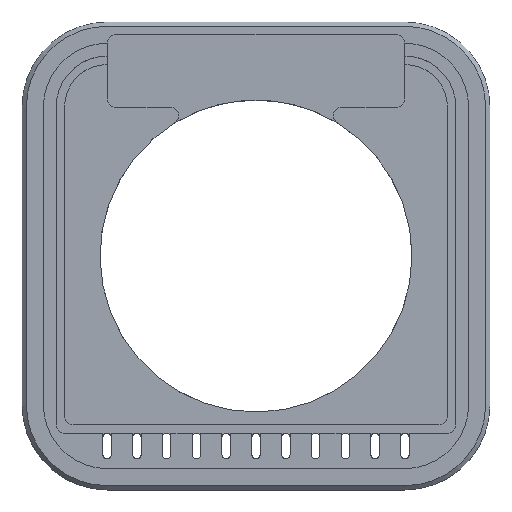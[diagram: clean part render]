
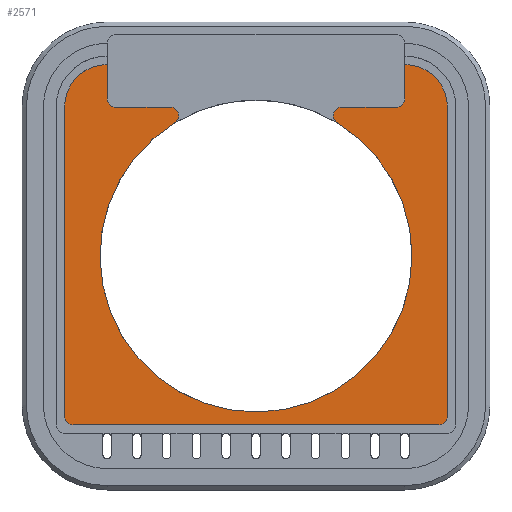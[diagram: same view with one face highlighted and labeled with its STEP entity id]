
A CAD part, top view. The second image highlights one B-rep face of the part: STEP entity #2571.
In plain terms, the highlighted planar face has unit normal (0, 0, 1).
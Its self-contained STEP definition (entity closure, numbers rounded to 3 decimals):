
#44=PLANE('',#2717);
#115=FACE_OUTER_BOUND('',#245,.T.);
#245=EDGE_LOOP('',(#1733,#1734,#1735,#1736,#1737,#1738,#1739,#1740,#1741,
#1742,#1743,#1744,#1745,#1746,#1747,#1748,#1749));
#395=LINE('',#3741,#677);
#398=LINE('',#3753,#680);
#399=LINE('',#3757,#681);
#400=LINE('',#3761,#682);
#401=LINE('',#3765,#683);
#402=LINE('',#3769,#684);
#403=LINE('',#3773,#685);
#677=VECTOR('',#2969,10.);
#680=VECTOR('',#2980,10.);
#681=VECTOR('',#2983,10.);
#682=VECTOR('',#2986,10.);
#683=VECTOR('',#2989,10.);
#684=VECTOR('',#2992,10.);
#685=VECTOR('',#2995,10.);
#957=CIRCLE('',#2714,2.);
#959=CIRCLE('',#2718,36.667);
#960=CIRCLE('',#2719,36.667);
#961=CIRCLE('',#2720,2.);
#962=CIRCLE('',#2721,2.);
#963=CIRCLE('',#2722,10.);
#964=CIRCLE('',#2723,2.);
#965=CIRCLE('',#2724,2.);
#966=CIRCLE('',#2725,10.);
#967=CIRCLE('',#2726,2.);
#1071=VERTEX_POINT('',#3731);
#1072=VERTEX_POINT('',#3732);
#1075=VERTEX_POINT('',#3740);
#1077=VERTEX_POINT('',#3746);
#1078=VERTEX_POINT('',#3748);
#1079=VERTEX_POINT('',#3750);
#1080=VERTEX_POINT('',#3752);
#1081=VERTEX_POINT('',#3754);
#1082=VERTEX_POINT('',#3756);
#1083=VERTEX_POINT('',#3758);
#1084=VERTEX_POINT('',#3760);
#1085=VERTEX_POINT('',#3762);
#1086=VERTEX_POINT('',#3764);
#1087=VERTEX_POINT('',#3766);
#1088=VERTEX_POINT('',#3768);
#1089=VERTEX_POINT('',#3770);
#1090=VERTEX_POINT('',#3772);
#1329=EDGE_CURVE('',#1071,#1072,#957,.T.);
#1333=EDGE_CURVE('',#1075,#1072,#395,.T.);
#1336=EDGE_CURVE('',#1077,#1071,#959,.T.);
#1337=EDGE_CURVE('',#1078,#1077,#960,.T.);
#1338=EDGE_CURVE('',#1079,#1078,#961,.T.);
#1339=EDGE_CURVE('',#1079,#1080,#398,.T.);
#1340=EDGE_CURVE('',#1080,#1081,#962,.T.);
#1341=EDGE_CURVE('',#1081,#1082,#399,.T.);
#1342=EDGE_CURVE('',#1083,#1082,#963,.T.);
#1343=EDGE_CURVE('',#1084,#1083,#400,.T.);
#1344=EDGE_CURVE('',#1085,#1084,#964,.T.);
#1345=EDGE_CURVE('',#1086,#1085,#401,.T.);
#1346=EDGE_CURVE('',#1087,#1086,#965,.T.);
#1347=EDGE_CURVE('',#1088,#1087,#402,.T.);
#1348=EDGE_CURVE('',#1089,#1088,#966,.T.);
#1349=EDGE_CURVE('',#1089,#1090,#403,.T.);
#1350=EDGE_CURVE('',#1090,#1075,#967,.T.);
#1733=ORIENTED_EDGE('',*,*,#1329,.F.);
#1734=ORIENTED_EDGE('',*,*,#1336,.F.);
#1735=ORIENTED_EDGE('',*,*,#1337,.F.);
#1736=ORIENTED_EDGE('',*,*,#1338,.F.);
#1737=ORIENTED_EDGE('',*,*,#1339,.T.);
#1738=ORIENTED_EDGE('',*,*,#1340,.T.);
#1739=ORIENTED_EDGE('',*,*,#1341,.T.);
#1740=ORIENTED_EDGE('',*,*,#1342,.F.);
#1741=ORIENTED_EDGE('',*,*,#1343,.F.);
#1742=ORIENTED_EDGE('',*,*,#1344,.F.);
#1743=ORIENTED_EDGE('',*,*,#1345,.F.);
#1744=ORIENTED_EDGE('',*,*,#1346,.F.);
#1745=ORIENTED_EDGE('',*,*,#1347,.F.);
#1746=ORIENTED_EDGE('',*,*,#1348,.F.);
#1747=ORIENTED_EDGE('',*,*,#1349,.T.);
#1748=ORIENTED_EDGE('',*,*,#1350,.T.);
#1749=ORIENTED_EDGE('',*,*,#1333,.T.);
#2571=ADVANCED_FACE('',(#115),#44,.T.);
#2714=AXIS2_PLACEMENT_3D('',#3733,#2961,#2962);
#2717=AXIS2_PLACEMENT_3D('',#3745,#2972,#2973);
#2718=AXIS2_PLACEMENT_3D('',#3747,#2974,#2975);
#2719=AXIS2_PLACEMENT_3D('',#3749,#2976,#2977);
#2720=AXIS2_PLACEMENT_3D('',#3751,#2978,#2979);
#2721=AXIS2_PLACEMENT_3D('',#3755,#2981,#2982);
#2722=AXIS2_PLACEMENT_3D('',#3759,#2984,#2985);
#2723=AXIS2_PLACEMENT_3D('',#3763,#2987,#2988);
#2724=AXIS2_PLACEMENT_3D('',#3767,#2990,#2991);
#2725=AXIS2_PLACEMENT_3D('',#3771,#2993,#2994);
#2726=AXIS2_PLACEMENT_3D('',#3774,#2996,#2997);
#2961=DIRECTION('center_axis',(0.,0.,-1.));
#2962=DIRECTION('ref_axis',(-0.963,0.271,0.));
#2969=DIRECTION('',(-1.,0.,0.));
#2972=DIRECTION('center_axis',(0.,0.,1.));
#2973=DIRECTION('ref_axis',(-1.,0.,0.));
#2974=DIRECTION('center_axis',(0.,0.,1.));
#2975=DIRECTION('ref_axis',(-1.,0.,0.));
#2976=DIRECTION('center_axis',(0.,0.,1.));
#2977=DIRECTION('ref_axis',(-1.,0.,0.));
#2978=DIRECTION('center_axis',(0.,0.,-1.));
#2979=DIRECTION('ref_axis',(0.963,0.271,0.));
#2980=DIRECTION('',(-1.,0.,0.));
#2981=DIRECTION('center_axis',(0.,0.,-1.));
#2982=DIRECTION('ref_axis',(-1.,0.,0.));
#2983=DIRECTION('',(0.,1.,0.));
#2984=DIRECTION('center_axis',(0.,0.,-1.));
#2985=DIRECTION('ref_axis',(0.,1.,0.));
#2986=DIRECTION('',(0.,1.,0.));
#2987=DIRECTION('center_axis',(0.,0.,-1.));
#2988=DIRECTION('ref_axis',(-1.,0.,0.));
#2989=DIRECTION('',(-1.,0.,0.));
#2990=DIRECTION('center_axis',(0.,0.,-1.));
#2991=DIRECTION('ref_axis',(0.,-1.,0.));
#2992=DIRECTION('',(0.,-1.,0.));
#2993=DIRECTION('center_axis',(0.,0.,-1.));
#2994=DIRECTION('ref_axis',(1.,0.,0.));
#2995=DIRECTION('',(0.,-1.,0.));
#2996=DIRECTION('center_axis',(0.,0.,-1.));
#2997=DIRECTION('ref_axis',(0.,-1.,0.));
#3731=CARTESIAN_POINT('',(19.11,31.293,-27.5));
#3732=CARTESIAN_POINT('',(20.152,35.,-27.5));
#3733=CARTESIAN_POINT('Origin',(20.152,33.,-27.5));
#3740=CARTESIAN_POINT('',(33.,35.,-27.5));
#3741=CARTESIAN_POINT('',(16.5,35.,-27.5));
#3745=CARTESIAN_POINT('Origin',(0.,2.667,
-27.5));
#3746=CARTESIAN_POINT('',(36.667,0.,-27.5));
#3747=CARTESIAN_POINT('Origin',(0.,0.,-27.5));
#3748=CARTESIAN_POINT('',(-19.11,31.293,-27.5));
#3749=CARTESIAN_POINT('Origin',(0.,0.,-27.5));
#3750=CARTESIAN_POINT('',(-20.152,35.,-27.5));
#3751=CARTESIAN_POINT('Origin',(-20.152,33.,-27.5));
#3752=CARTESIAN_POINT('',(-33.,35.,-27.5));
#3753=CARTESIAN_POINT('',(16.5,35.,-27.5));
#3754=CARTESIAN_POINT('',(-35.,37.,-27.5));
#3755=CARTESIAN_POINT('Origin',(-33.,37.,-27.5));
#3756=CARTESIAN_POINT('',(-35.,45.,-27.5));
#3757=CARTESIAN_POINT('',(-35.,19.833,-27.5));
#3758=CARTESIAN_POINT('',(-45.,35.,-27.5));
#3759=CARTESIAN_POINT('Origin',(-35.,35.,-27.5));
#3760=CARTESIAN_POINT('',(-45.,-37.667,-27.5));
#3761=CARTESIAN_POINT('',(-45.,-37.667,-27.5));
#3762=CARTESIAN_POINT('',(-43.,-39.667,-27.5));
#3763=CARTESIAN_POINT('Origin',(-43.,-37.667,-27.5));
#3764=CARTESIAN_POINT('',(43.,-39.667,-27.5));
#3765=CARTESIAN_POINT('',(-36.,-39.667,-27.5));
#3766=CARTESIAN_POINT('',(45.,-37.667,-27.5));
#3767=CARTESIAN_POINT('Origin',(43.,-37.667,-27.5));
#3768=CARTESIAN_POINT('',(45.,35.,-27.5));
#3769=CARTESIAN_POINT('',(45.,35.,-27.5));
#3770=CARTESIAN_POINT('',(35.,45.,-27.5));
#3771=CARTESIAN_POINT('Origin',(35.,35.,-27.5));
#3772=CARTESIAN_POINT('',(35.,37.,-27.5));
#3773=CARTESIAN_POINT('',(35.,26.333,-27.5));
#3774=CARTESIAN_POINT('Origin',(33.,37.,-27.5));
